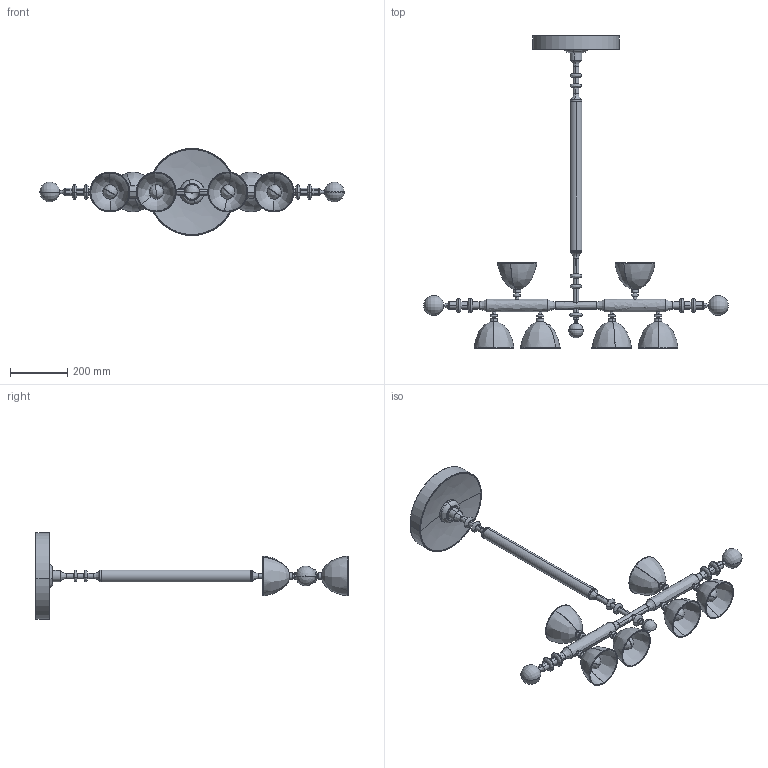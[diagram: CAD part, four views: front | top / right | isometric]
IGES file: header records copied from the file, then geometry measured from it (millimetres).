
Start section: SolidWorks IGES file using analytic representation for surfaces
Global section: file name: DELP2 - Del Playa Two Arm Pendant Assembly.IGS; native system: SolidWorks 2022; preprocessor: SolidWorks 2022; author: Dan Whitsell; date: 221223.104031; units: millimetre
Bounding box: 1066.63 x 1094.1 x 304.49 mm (x, y, z)
Surface area: 1159858.2 mm2 (no closed solid volume)
Topology: 0 solids, 0 shells, 911 faces, 14903 edges, 14880 vertices
Faces by surface type: revolution 528, bspline 383
